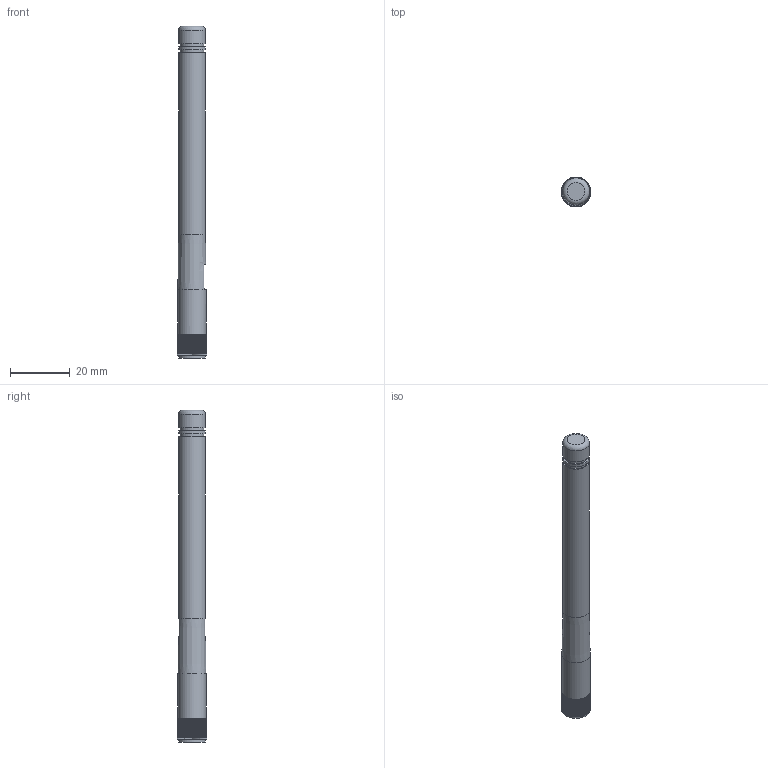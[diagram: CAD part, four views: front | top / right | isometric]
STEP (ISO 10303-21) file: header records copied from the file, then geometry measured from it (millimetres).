
FILE_DESCRIPTION(/* description */ (''),/* implementation_level */ '2;1');
FILE_NAME(/* name */ '3d_ANT-868-01_APONE.step',/* time_stamp */ '2021-08-02T12:12:05+02:00',/* author */ (''),/* organization */ (''),/* preprocessor_version */ 'ST-DEVELOPER v18.1',/* originating_system */ 'Autodesk Translation Framework v10.9.0.1377',/* authorisation */ '');
FILE_SCHEMA (('AUTOMOTIVE_DESIGN { 1 0 10303 214 3 1 1 }'));
Length unit declared in the file: millimetre
Products named in the file (1): ANT-868-01
Bounding box: 9.99 x 10 x 111.5 mm (x, y, z)
Volume: 7151.3 mm3; surface area: 4012.7 mm2
Topology: 6 solids, 6 shells, 219 faces, 601 edges, 400 vertices
Faces by surface type: plane 203, cylinder 13, torus 2, cone 1
Full cylindrical faces by diameter (mm): 0.5 x1, 4 x1, 4.005 x1, 4.5 x1, 6 x2, 8 x2, 9 x4, 9.5 x1
Entity records: 6891 total; most frequent: CARTESIAN_POINT 1225, ORIENTED_EDGE 1202, DIRECTION 1076, EDGE_CURVE 601, LINE 562, VECTOR 562, VERTEX_POINT 400, AXIS2_PLACEMENT_3D 257
